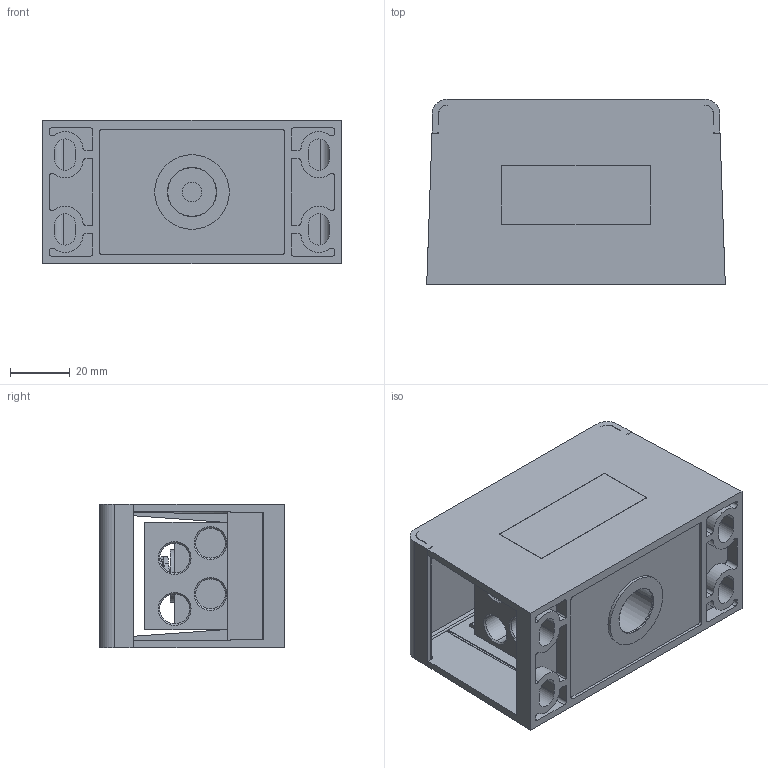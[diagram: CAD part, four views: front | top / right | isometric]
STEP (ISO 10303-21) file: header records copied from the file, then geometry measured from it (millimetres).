
FILE_DESCRIPTION((''),'2;1');
FILE_NAME('UJFX1-120B_8_16','2021-07-28T',('ASUS'),(''),'PRO/ENGINEER BY PARAMETRIC TECHNOLOGY CORPORATION, 2013230','PRO/ENGINEER BY PARAMETRIC TECHNOLOGY CORPORATION, 2013230','');
FILE_SCHEMA(('CONFIG_CONTROL_DESIGN'));
Length unit declared in the file: millimetre
Products named in the file (1): UJFX1-120B_8_16
Bounding box: 100 x 62 x 48 mm (x, y, z)
Volume: 106388 mm3; surface area: 67516.7 mm2
Topology: 1 solids, 1 shells, 505 faces, 1438 edges, 940 vertices
Faces by surface type: plane 242, cylinder 199, bspline 39, cone 15, torus 8, extrusion 2
Entity records: 19783 total; most frequent: CARTESIAN_POINT 6708, ORIENTED_EDGE 2872, DIRECTION 2555, EDGE_CURVE 1436, VERTEX_POINT 940, AXIS2_PLACEMENT_3D 857, VECTOR 841, LINE 839
